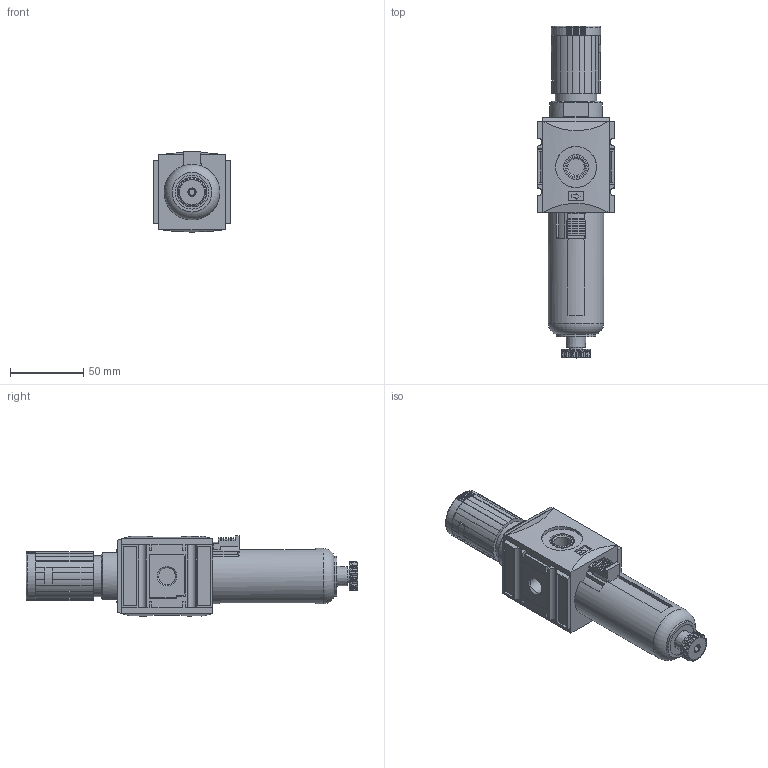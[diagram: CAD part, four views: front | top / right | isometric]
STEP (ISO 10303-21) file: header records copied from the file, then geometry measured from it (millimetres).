
FILE_DESCRIPTION( ( 'STEP AP214' ), ' ' );
FILE_NAME( '92101.CC06.stp', '2016-12-05T13:26:13', ( '' ), ( '' ), ' ', 'PARTsolutions', ' ' );
FILE_SCHEMA( ( 'AUTOMOTIVE_DESIGN { 1 0 10303 214 1 1 1 1 }' ) );
Length unit declared in the file: millimetre
Products named in the file (4): 92101.CC06; _FU 811G 1/4000-1; _FU 811-3; _FU 811_0
Assembly tree (3 placements, depth 2):
  92101.CC06
    _FU 811G 1/4000-1
    _FU 811-3
    _FU 811_0
Bounding box: 52 x 226 x 54.5 mm (x, y, z)
Volume: 306478.1 mm3; surface area: 47950.9 mm2
Topology: 3 solids, 4 shells, 595 faces, 1593 edges, 1044 vertices
Faces by surface type: plane 345, cylinder 198, torus 36, cone 16
Full cylindrical faces by diameter (mm): 4 x1, 9.728 x1, 11.445 x4, 15.1 x1, 16.5 x1, 16.8 x2, 20 x1, 23 x1, 27 x1, 28 x3, 36 x1, 37.8 x1
Entity records: 23974 total; most frequent: CARTESIAN_POINT 4245, DIRECTION 3126, ORIENTED_EDGE 3096, EDGE_CURVE 1548, AXIS2_PLACEMENT_3D 1101, VERTEX_POINT 1032, LINE 924, VECTOR 924
